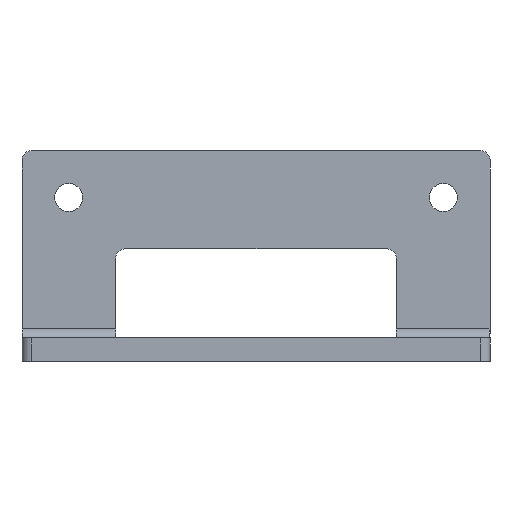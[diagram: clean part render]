
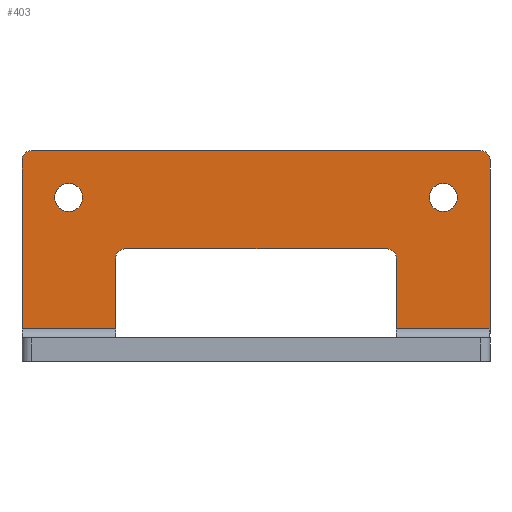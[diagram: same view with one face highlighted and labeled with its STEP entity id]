
A CAD part, front view. The second image highlights one B-rep face of the part: STEP entity #403.
In plain terms, the highlighted planar face has unit normal (0, -1, 0).
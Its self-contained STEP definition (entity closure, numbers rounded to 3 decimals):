
#9 = AXIS2_PLACEMENT_3D ( 'NONE', #533, #904, #178 ) ;
#15 = DIRECTION ( 'NONE',  ( -1., 0., 0. ) ) ;
#22 = CARTESIAN_POINT ( 'NONE',  ( -25., 10., 22.5 ) ) ;
#28 = DIRECTION ( 'NONE',  ( 0., 0., -1. ) ) ;
#33 = CARTESIAN_POINT ( 'NONE',  ( 24.01, 10., 21.51 ) ) ;
#35 = CARTESIAN_POINT ( 'NONE',  ( -20., 10., 17.5 ) ) ;
#44 = EDGE_LOOP ( 'NONE', ( #867, #336 ) ) ;
#47 = EDGE_CURVE ( 'NONE', #962, #877, #930, .T. ) ;
#64 = ORIENTED_EDGE ( 'NONE', *, *, #421, .T. ) ;
#75 = VERTEX_POINT ( 'NONE', #1025 ) ;
#80 = DIRECTION ( 'NONE',  ( -1., 0., 0. ) ) ;
#96 = DIRECTION ( 'NONE',  ( 0., 1., 0. ) ) ;
#105 = DIRECTION ( 'NONE',  ( 0., 0., 1. ) ) ;
#109 = AXIS2_PLACEMENT_3D ( 'NONE', #237, #243, #173 ) ;
#122 = CIRCLE ( 'NONE', #433, 1.5 ) ;
#124 = EDGE_CURVE ( 'NONE', #176, #75, #435, .T. ) ;
#126 = CARTESIAN_POINT ( 'NONE',  ( 20., 10., 17.5 ) ) ;
#132 = ORIENTED_EDGE ( 'NONE', *, *, #124, .T. ) ;
#140 = EDGE_LOOP ( 'NONE', ( #1132, #378, #431, #316, #1059, #1057, #64, #1089, #989, #1167, #983, #132 ) ) ;
#159 = VERTEX_POINT ( 'NONE', #789 ) ;
#160 = DIRECTION ( 'NONE',  ( -1., 0., 0. ) ) ;
#172 = EDGE_CURVE ( 'NONE', #190, #348, #676, .T. ) ;
#173 = DIRECTION ( 'NONE',  ( -1., 0., 0. ) ) ;
#176 = VERTEX_POINT ( 'NONE', #1049 ) ;
#178 = DIRECTION ( 'NONE',  ( -1., 0., 0. ) ) ;
#190 = VERTEX_POINT ( 'NONE', #1155 ) ;
#201 = CARTESIAN_POINT ( 'NONE',  ( -25., 10., 3.49 ) ) ;
#202 = CARTESIAN_POINT ( 'NONE',  ( -15., 10., 22.5 ) ) ;
#225 = DIRECTION ( 'NONE',  ( 0., 1., 0. ) ) ;
#226 = AXIS2_PLACEMENT_3D ( 'NONE', #33, #766, #926 ) ;
#230 = VERTEX_POINT ( 'NONE', #603 ) ;
#237 = CARTESIAN_POINT ( 'NONE',  ( 14.01, 10., 11.01 ) ) ;
#243 = DIRECTION ( 'NONE',  ( 0., 1., 0. ) ) ;
#267 = CARTESIAN_POINT ( 'NONE',  ( -24.01, 10., 22.5 ) ) ;
#272 = FACE_BOUND ( 'NONE', #44, .T. ) ;
#281 = CARTESIAN_POINT ( 'NONE',  ( -25., 10., 22.5 ) ) ;
#285 = EDGE_CURVE ( 'NONE', #493, #75, #880, .T. ) ;
#289 = EDGE_CURVE ( 'NONE', #230, #1065, #905, .T. ) ;
#316 = ORIENTED_EDGE ( 'NONE', *, *, #638, .T. ) ;
#318 = DIRECTION ( 'NONE',  ( -1., 0., 0. ) ) ;
#319 = CARTESIAN_POINT ( 'NONE',  ( 25., 10., 22.5 ) ) ;
#328 = LINE ( 'NONE', #319, #532 ) ;
#336 = ORIENTED_EDGE ( 'NONE', *, *, #764, .T. ) ;
#348 = VERTEX_POINT ( 'NONE', #600 ) ;
#359 = EDGE_CURVE ( 'NONE', #877, #159, #1106, .T. ) ;
#360 = LINE ( 'NONE', #1004, #487 ) ;
#366 = DIRECTION ( 'NONE',  ( 0., -1., 0. ) ) ;
#378 = ORIENTED_EDGE ( 'NONE', *, *, #490, .T. ) ;
#392 = AXIS2_PLACEMENT_3D ( 'NONE', #706, #1159, #160 ) ;
#403 = ADVANCED_FACE ( 'NONE', ( #272, #543, #1088 ), #547, .F. ) ;
#421 = EDGE_CURVE ( 'NONE', #159, #230, #360, .T. ) ;
#431 = ORIENTED_EDGE ( 'NONE', *, *, #842, .T. ) ;
#433 = AXIS2_PLACEMENT_3D ( 'NONE', #1054, #225, #1061 ) ;
#435 = CIRCLE ( 'NONE', #226, 0.99 ) ;
#444 = DIRECTION ( 'NONE',  ( 1., 0., 0. ) ) ;
#457 = CARTESIAN_POINT ( 'NONE',  ( 15., 10., 11.01 ) ) ;
#466 = VECTOR ( 'NONE', #755, 1000. ) ;
#475 = DIRECTION ( 'NONE',  ( 0., 0., -1. ) ) ;
#476 = CARTESIAN_POINT ( 'NONE',  ( -20., 10., 19. ) ) ;
#487 = VECTOR ( 'NONE', #444, 1000. ) ;
#490 = EDGE_CURVE ( 'NONE', #493, #1014, #934, .T. ) ;
#493 = VERTEX_POINT ( 'NONE', #267 ) ;
#501 = CARTESIAN_POINT ( 'NONE',  ( -15., 10., 11.01 ) ) ;
#505 = ORIENTED_EDGE ( 'NONE', *, *, #646, .T. ) ;
#522 = EDGE_LOOP ( 'NONE', ( #1128, #505 ) ) ;
#523 = DIRECTION ( 'NONE',  ( 1., 0., 0. ) ) ;
#529 = CIRCLE ( 'NONE', #9, 1.5 ) ;
#532 = VECTOR ( 'NONE', #776, 1000. ) ;
#533 = CARTESIAN_POINT ( 'NONE',  ( 20., 10., 17.5 ) ) ;
#543 = FACE_BOUND ( 'NONE', #522, .T. ) ;
#547 = PLANE ( 'NONE',  #953 ) ;
#563 = VERTEX_POINT ( 'NONE', #476 ) ;
#590 = DIRECTION ( 'NONE',  ( 0., 1., 0. ) ) ;
#593 = VERTEX_POINT ( 'NONE', #1038 ) ;
#600 = CARTESIAN_POINT ( 'NONE',  ( 25., 10., 3.49 ) ) ;
#603 = CARTESIAN_POINT ( 'NONE',  ( 14.01, 10., 12. ) ) ;
#609 = DIRECTION ( 'NONE',  ( 1., 0., 0. ) ) ;
#638 = EDGE_CURVE ( 'NONE', #901, #962, #666, .T. ) ;
#646 = EDGE_CURVE ( 'NONE', #593, #780, #853, .T. ) ;
#665 = LINE ( 'NONE', #22, #1140 ) ;
#666 = LINE ( 'NONE', #201, #466 ) ;
#674 = AXIS2_PLACEMENT_3D ( 'NONE', #126, #1028, #15 ) ;
#676 = LINE ( 'NONE', #695, #1029 ) ;
#689 = CARTESIAN_POINT ( 'NONE',  ( -20., 10., 16. ) ) ;
#695 = CARTESIAN_POINT ( 'NONE',  ( -25., 10., 3.49 ) ) ;
#706 = CARTESIAN_POINT ( 'NONE',  ( -14.01, 10., 11.01 ) ) ;
#725 = VECTOR ( 'NONE', #523, 1000. ) ;
#728 = CARTESIAN_POINT ( 'NONE',  ( -24.01, 10., 21.51 ) ) ;
#729 = EDGE_CURVE ( 'NONE', #176, #348, #328, .T. ) ;
#733 = DIRECTION ( 'NONE',  ( -1., 0., 0. ) ) ;
#755 = DIRECTION ( 'NONE',  ( 1., 0., 0. ) ) ;
#762 = CARTESIAN_POINT ( 'NONE',  ( 20., 10., 19. ) ) ;
#764 = EDGE_CURVE ( 'NONE', #896, #563, #122, .T. ) ;
#766 = DIRECTION ( 'NONE',  ( 0., -1., 0. ) ) ;
#776 = DIRECTION ( 'NONE',  ( 0., 0., -1. ) ) ;
#780 = VERTEX_POINT ( 'NONE', #762 ) ;
#789 = CARTESIAN_POINT ( 'NONE',  ( -14.01, 10., 12. ) ) ;
#822 = EDGE_CURVE ( 'NONE', #563, #896, #902, .T. ) ;
#837 = AXIS2_PLACEMENT_3D ( 'NONE', #35, #590, #318 ) ;
#842 = EDGE_CURVE ( 'NONE', #1014, #901, #665, .T. ) ;
#853 = CIRCLE ( 'NONE', #674, 1.5 ) ;
#860 = AXIS2_PLACEMENT_3D ( 'NONE', #728, #366, #733 ) ;
#867 = ORIENTED_EDGE ( 'NONE', *, *, #822, .T. ) ;
#877 = VERTEX_POINT ( 'NONE', #501 ) ;
#880 = LINE ( 'NONE', #1171, #725 ) ;
#885 = CARTESIAN_POINT ( 'NONE',  ( -15., 10., 3.49 ) ) ;
#896 = VERTEX_POINT ( 'NONE', #689 ) ;
#899 = EDGE_CURVE ( 'NONE', #1065, #190, #1133, .T. ) ;
#901 = VERTEX_POINT ( 'NONE', #936 ) ;
#902 = CIRCLE ( 'NONE', #837, 1.5 ) ;
#904 = DIRECTION ( 'NONE',  ( 0., 1., 0. ) ) ;
#905 = CIRCLE ( 'NONE', #109, 0.99 ) ;
#926 = DIRECTION ( 'NONE',  ( -1., 0., 0. ) ) ;
#930 = LINE ( 'NONE', #202, #1144 ) ;
#934 = CIRCLE ( 'NONE', #860, 0.99 ) ;
#936 = CARTESIAN_POINT ( 'NONE',  ( -25., 10., 3.49 ) ) ;
#953 = AXIS2_PLACEMENT_3D ( 'NONE', #281, #96, #80 ) ;
#962 = VERTEX_POINT ( 'NONE', #885 ) ;
#970 = CARTESIAN_POINT ( 'NONE',  ( -25., 10., 21.51 ) ) ;
#978 = EDGE_CURVE ( 'NONE', #780, #593, #529, .T. ) ;
#983 = ORIENTED_EDGE ( 'NONE', *, *, #729, .F. ) ;
#989 = ORIENTED_EDGE ( 'NONE', *, *, #899, .T. ) ;
#1004 = CARTESIAN_POINT ( 'NONE',  ( -25., 10., 12. ) ) ;
#1014 = VERTEX_POINT ( 'NONE', #970 ) ;
#1025 = CARTESIAN_POINT ( 'NONE',  ( 24.01, 10., 22.5 ) ) ;
#1028 = DIRECTION ( 'NONE',  ( 0., 1., 0. ) ) ;
#1029 = VECTOR ( 'NONE', #609, 1000. ) ;
#1038 = CARTESIAN_POINT ( 'NONE',  ( 20., 10., 16. ) ) ;
#1041 = VECTOR ( 'NONE', #475, 1000. ) ;
#1049 = CARTESIAN_POINT ( 'NONE',  ( 25., 10., 21.51 ) ) ;
#1054 = CARTESIAN_POINT ( 'NONE',  ( -20., 10., 17.5 ) ) ;
#1057 = ORIENTED_EDGE ( 'NONE', *, *, #359, .T. ) ;
#1059 = ORIENTED_EDGE ( 'NONE', *, *, #47, .T. ) ;
#1060 = CARTESIAN_POINT ( 'NONE',  ( 15., 10., 22.5 ) ) ;
#1061 = DIRECTION ( 'NONE',  ( -1., 0., 0. ) ) ;
#1065 = VERTEX_POINT ( 'NONE', #457 ) ;
#1088 = FACE_OUTER_BOUND ( 'NONE', #140, .T. ) ;
#1089 = ORIENTED_EDGE ( 'NONE', *, *, #289, .T. ) ;
#1106 = CIRCLE ( 'NONE', #392, 0.99 ) ;
#1128 = ORIENTED_EDGE ( 'NONE', *, *, #978, .T. ) ;
#1132 = ORIENTED_EDGE ( 'NONE', *, *, #285, .F. ) ;
#1133 = LINE ( 'NONE', #1060, #1041 ) ;
#1140 = VECTOR ( 'NONE', #28, 1000. ) ;
#1144 = VECTOR ( 'NONE', #105, 1000. ) ;
#1155 = CARTESIAN_POINT ( 'NONE',  ( 15., 10., 3.49 ) ) ;
#1159 = DIRECTION ( 'NONE',  ( 0., 1., 0. ) ) ;
#1167 = ORIENTED_EDGE ( 'NONE', *, *, #172, .T. ) ;
#1171 = CARTESIAN_POINT ( 'NONE',  ( -25., 10., 22.5 ) ) ;
